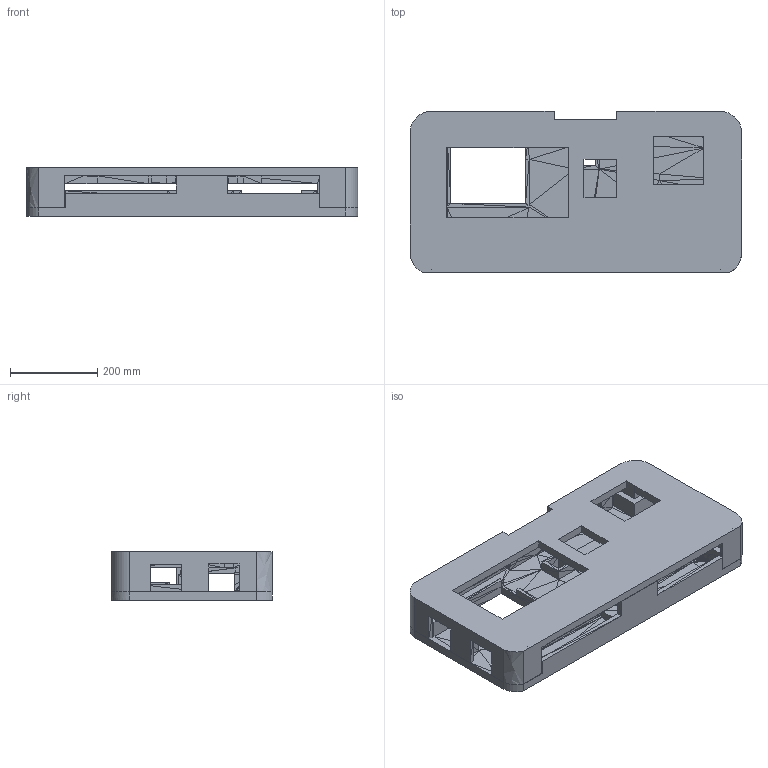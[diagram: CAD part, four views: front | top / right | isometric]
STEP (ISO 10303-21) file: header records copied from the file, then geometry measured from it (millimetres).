
FILE_DESCRIPTION(('FreeCAD Model'),'2;1');
FILE_NAME('Open CASCADE Shape Model','2025-05-03T22:20:29',('FreeCAD'),( 'FreeCAD'),'Open CASCADE STEP processor 7.6','FreeCAD','Unknown');
FILE_SCHEMA(('AUTOMOTIVE_DESIGN { 1 0 10303 214 1 1 1 1 }'));
Products named in the file (1): Open CASCADE STEP translator 7.6 1
Bounding box: 760.21 x 369.57 x 111.37 mm (x, y, z)
Volume: 11478058 mm3; surface area: 1485723.9 mm2
Topology: 2 solids, 2 shells, 2565 faces, 5796 edges, 3291 vertices
Faces by surface type: bspline 2565
Entity records: 66550 total; most frequent: CARTESIAN_POINT 30123, ORIENTED_EDGE 11592, EDGE_CURVE 5796, B_SPLINE_CURVE_WITH_KNOTS 5341, VERTEX_POINT 3291, FACE_BOUND 2643, EDGE_LOOP 2643, ADVANCED_FACE 2565
